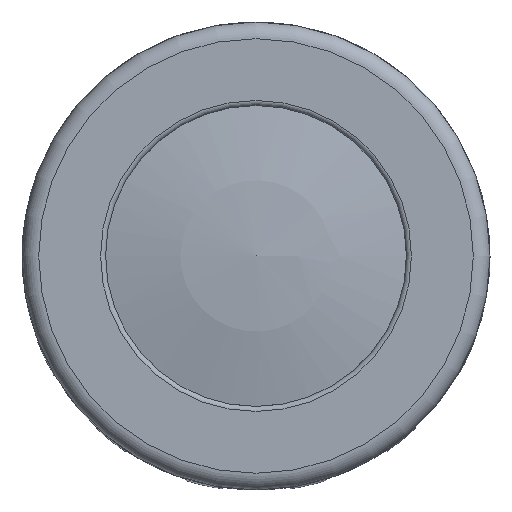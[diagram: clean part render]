
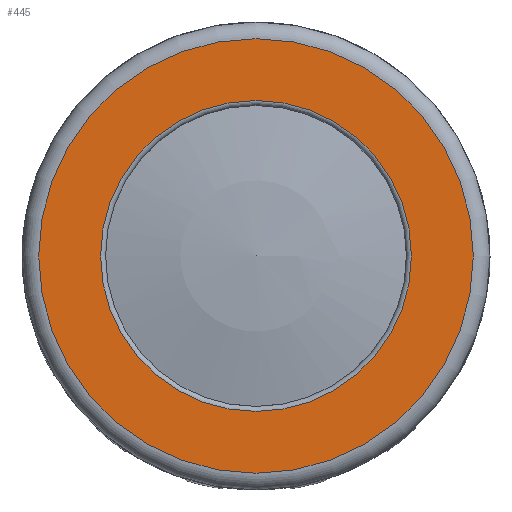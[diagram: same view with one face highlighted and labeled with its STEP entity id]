
A CAD part, top view. The second image highlights one B-rep face of the part: STEP entity #445.
In plain terms, the highlighted planar face has unit normal (0, 0, 1).
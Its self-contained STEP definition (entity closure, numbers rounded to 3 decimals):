
#445 = ADVANCED_FACE( '', ( #931, #932 ), #933, .F. );
#931 = FACE_BOUND( '', #1436, .T. );
#932 = FACE_OUTER_BOUND( '', #1437, .T. );
#933 = PLANE( '', #1438 );
#1436 = EDGE_LOOP( '', ( #2700 ) );
#1437 = EDGE_LOOP( '', ( #2701 ) );
#1438 = AXIS2_PLACEMENT_3D( '', #2702, #2703, #2704 );
#2700 = ORIENTED_EDGE( '', *, *, #3064, .T. );
#2701 = ORIENTED_EDGE( '', *, *, #3267, .T. );
#2702 = CARTESIAN_POINT( '', ( 0., 13., 87.5 ) );
#2703 = DIRECTION( '', ( 0., 0., -1. ) );
#2704 = DIRECTION( '', ( -1., 0., 0. ) );
#3064 = EDGE_CURVE( '', #3717, #3717, #3718, .T. );
#3267 = EDGE_CURVE( '', #4035, #4035, #4036, .T. );
#3717 = VERTEX_POINT( '', #4657 );
#3718 = CIRCLE( '', #4658, 9.3 );
#4035 = VERTEX_POINT( '', #5340 );
#4036 = CIRCLE( '', #5341, 13. );
#4657 = CARTESIAN_POINT( '', ( -9.3, 0., 87.5 ) );
#4658 = AXIS2_PLACEMENT_3D( '', #6332, #6333, #6334 );
#5340 = CARTESIAN_POINT( '', ( 13., 0., 87.5 ) );
#5341 = AXIS2_PLACEMENT_3D( '', #6520, #6521, #6522 );
#6332 = CARTESIAN_POINT( '', ( 0., 0., 87.5 ) );
#6333 = DIRECTION( '', ( 0., 0., -1. ) );
#6334 = DIRECTION( '', ( -1., 0., 0. ) );
#6520 = CARTESIAN_POINT( '', ( 0., 0., 87.5 ) );
#6521 = DIRECTION( '', ( 0., 0., 1. ) );
#6522 = DIRECTION( '', ( 1., 0., 0. ) );
